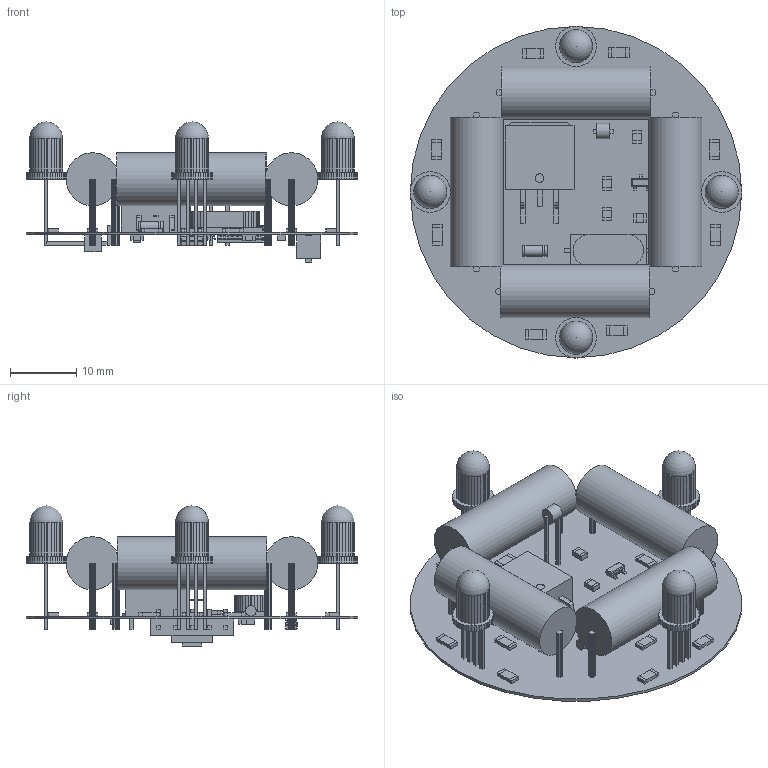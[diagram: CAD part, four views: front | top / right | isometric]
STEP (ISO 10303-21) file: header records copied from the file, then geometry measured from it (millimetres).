
FILE_DESCRIPTION(('Open CASCADE Model'),'2;1');
FILE_NAME('Open CASCADE Shape Model','2019-10-05T13:53:02',('Author'),( 'Open CASCADE'),'Open CASCADE STEP processor 6.8','Open CASCADE 6.8' ,'Unknown');
FILE_SCHEMA(('AUTOMOTIVE_DESIGN { 1 0 10303 214 1 1 1 1 }'));
Length unit declared in the file: millimetre
Products named in the file (142): PCB; Board; C6; 787563696; Body; Open_CASCADE_STEP_translator_6.8_4.1.1; Lead; R21; 698306728; Extruded; 698306864; R20; R19; R18; 698306456; 698306592; R17; R16; R15; R14; R13; R12; R11; R10; P1; 698308904; 698309040; 698309176; 698309312; 698309448; BT1; 787563568; Open_CASCADE_STEP_translator_6.8_25.1.1; Leader; C1; 698308360; 698305504; C2; C3; C4 ...
Assembly tree (283 placements, depth 5):
  PCB
    Board
    C6
      787563696
        Body
          Open_CASCADE_STEP_translator_6.8_4.1.1
        Lead  x2
    R21
      698306728  x2
        Extruded
      698306864
        Extruded
    R20
      698306728  x2
        Extruded
      698306864
        Extruded
    R19
      698306728  x2
        Extruded
      698306864
        Extruded
    R18
      698306456  x2
        Extruded
      698306592
        Extruded
    R17
      698306456  x2
        Extruded
      698306592
        Extruded
    R16
      698306456  x2
        Extruded
      698306592
        Extruded
    R15
      698306728  x2
        Extruded
      698306864
        Extruded
    R14
      698306728  x2
        Extruded
      698306864
        Extruded
    R13
      698306728  x2
        Extruded
      698306864
        Extruded
    R12
      698306456  x2
        Extruded
      698306592
        Extruded
    R11
      698306456  x2
        Extruded
Bounding box: 50.1 x 50.1 x 21.16 mm (x, y, z)
Volume: 7284.5 mm3; surface area: 10398.5 mm2
Topology: 192 solids, 194 shells, 2406 faces, 5308 edges, 3258 vertices
Faces by surface type: plane 2100, cylinder 254, sphere 28, bspline 24
Full cylindrical faces by diameter (mm): 0.875 x1, 1.3 x1, 1.6 x4, 2.3 x1, 8 x4, 50 x1
Entity records: 24062 total; most frequent: CARTESIAN_POINT 5602, DIRECTION 3403, ORIENTED_EDGE 2956, EDGE_CURVE 1479, LINE 1243, VECTOR 1243, AXIS2_PLACEMENT_3D 1080, VERTEX_POINT 903
